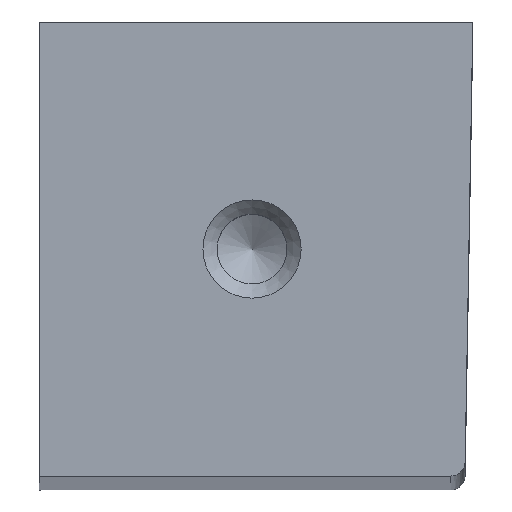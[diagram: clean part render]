
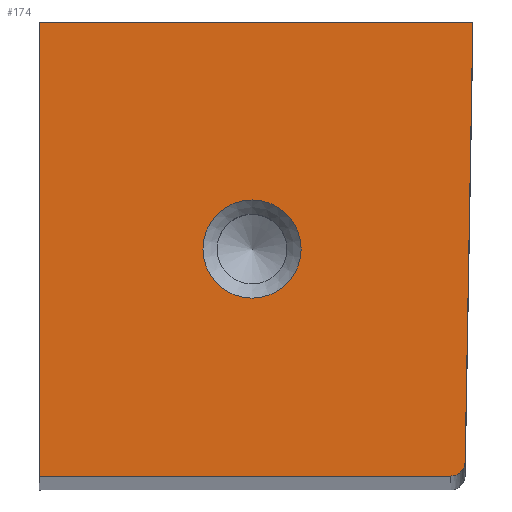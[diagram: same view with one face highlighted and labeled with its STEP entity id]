
A CAD part, top view. The second image highlights one B-rep face of the part: STEP entity #174.
In plain terms, the highlighted planar face has unit normal (0, 0, 1).
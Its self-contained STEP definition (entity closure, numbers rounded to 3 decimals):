
#174=ADVANCED_FACE('',(#1384,#1386),#1388,.T.);
#1384=FACE_BOUND('',#1385,.T.);
#1385=EDGE_LOOP('',(#2417,#2418,#2419,#2420,#2421));
#1386=FACE_BOUND('',#1387,.T.);
#1387=EDGE_LOOP('',(#2422));
#1388=PLANE('',#1389);
#1389=AXIS2_PLACEMENT_3D('',#1390,#1391,#1392);
#1390=CARTESIAN_POINT('',(0.,0.,564.));
#1391=DIRECTION('',(0.,0.,1.));
#1392=DIRECTION('',(-1.,0.,0.));
#2417=ORIENTED_EDGE('',*,*,#2991,.F.);
#2418=ORIENTED_EDGE('',*,*,#2931,.T.);
#2419=ORIENTED_EDGE('',*,*,#2976,.T.);
#2420=ORIENTED_EDGE('',*,*,#2992,.T.);
#2421=ORIENTED_EDGE('',*,*,#2993,.T.);
#2422=ORIENTED_EDGE('',*,*,#2994,.T.);
#2931=EDGE_CURVE('',#3248,#3246,#3249,.T.);
#2976=EDGE_CURVE('',#3246,#3330,#3332,.T.);
#2991=EDGE_CURVE('',#3248,#3357,#3358,.F.);
#2992=EDGE_CURVE('',#3330,#3359,#3360,.T.);
#2993=EDGE_CURVE('',#3359,#3357,#3361,.T.);
#2994=EDGE_CURVE('',#3362,#3362,#3363,.F.);
#3246=VERTEX_POINT('',#3793);
#3248=VERTEX_POINT('',#3797);
#3249=LINE('',#3798,#3799);
#3330=VERTEX_POINT('',#3995);
#3332=LINE('',#3999,#4000);
#3357=VERTEX_POINT('',#4060);
#3358=CIRCLE('',#4061,1.);
#3359=VERTEX_POINT('',#4065);
#3360=LINE('',#4066,#4067);
#3361=LINE('',#4069,#4070);
#3362=VERTEX_POINT('',#4072);
#3363=CIRCLE('',#4073,3.459);
#3793=CARTESIAN_POINT('',(15.559,0.,564.));
#3797=CARTESIAN_POINT('',(15.017,-31.017,564.));
#3798=CARTESIAN_POINT('',(15.017,-31.017,564.));
#3799=VECTOR('',#3800,1.);
#3800=DIRECTION('',(0.017,1.,0.));
#3995=CARTESIAN_POINT('',(-15.,0.,564.));
#3999=CARTESIAN_POINT('',(15.559,0.,564.));
#4000=VECTOR('',#4001,1.);
#4001=DIRECTION('',(-1.,0.,0.));
#4060=CARTESIAN_POINT('',(14.017,-32.,564.));
#4061=AXIS2_PLACEMENT_3D('',#4062,#4063,#4064);
#4062=CARTESIAN_POINT('',(14.017,-31.,564.));
#4063=DIRECTION('',(0.,0.,1.));
#4064=DIRECTION('',(0.,-1.,0.));
#4065=CARTESIAN_POINT('',(-15.,-32.,564.));
#4066=CARTESIAN_POINT('',(-15.,0.,564.));
#4067=VECTOR('',#4068,1.);
#4068=DIRECTION('',(0.,-1.,0.));
#4069=CARTESIAN_POINT('',(-15.,-32.,564.));
#4070=VECTOR('',#4071,1.);
#4071=DIRECTION('',(1.,0.,0.));
#4072=CARTESIAN_POINT('',(0.,-12.541,564.));
#4073=AXIS2_PLACEMENT_3D('',#4074,#4075,#4076);
#4074=CARTESIAN_POINT('',(0.,-16.,564.));
#4075=DIRECTION('',(0.,0.,1.));
#4076=DIRECTION('',(0.,1.,0.));
